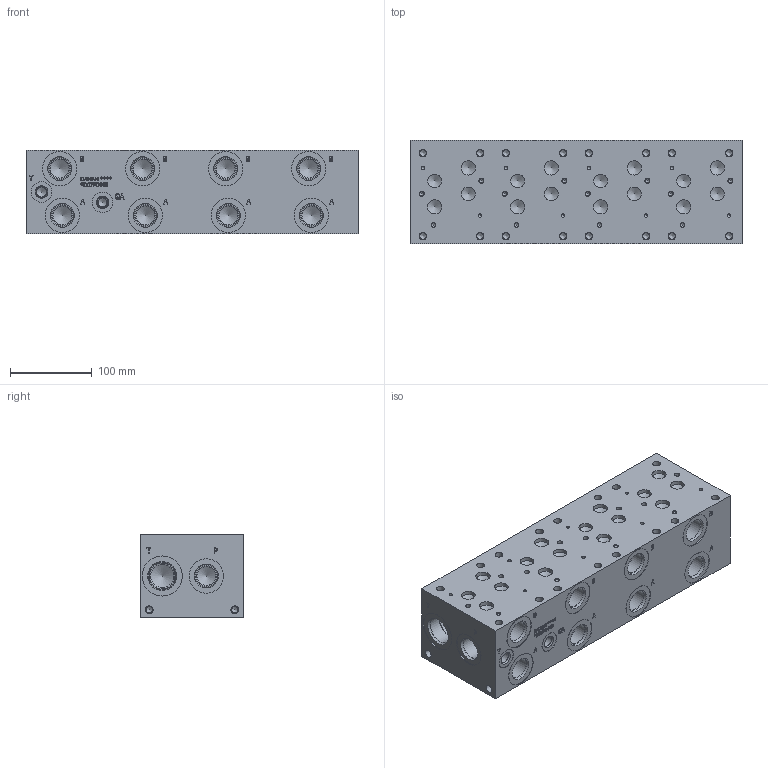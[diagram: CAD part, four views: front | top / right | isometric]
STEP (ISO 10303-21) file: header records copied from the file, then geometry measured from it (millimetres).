
FILE_DESCRIPTION(/* description */ (''),/* implementation_level */ '2;1');
FILE_NAME(/* name */ '_D07P044S.stp',/* time_stamp */ '2022-10-25T17:38:55-04:00',/* author */ ('mikeh'),/* organization */ (''),/* preprocessor_version */ 'ST-DEVELOPER v18',/* originating_system */ 'Autodesk Inventor 2020',/* authorisation */ '');
FILE_SCHEMA (('AUTOMOTIVE_DESIGN { 1 0 10303 214 3 1 1 }'));
Length unit declared in the file: millimetre
Products named in the file (1): Part_AD07P044S_3D
Bounding box: 406.4 x 127 x 101.6 mm (x, y, z)
Volume: 4927473.8 mm3; surface area: 271794.9 mm2
Topology: 1 solids, 1 shells, 875 faces, 2391 edges, 1631 vertices
Faces by surface type: plane 456, cylinder 155, bspline 150, cone 114
Full cylindrical faces by diameter (mm): 4.369 x8, 5.105 x8, 5.563 x4, 6.35 x8, 7.925 x20, 9.525 x20, 10.719 x1, 12.294 x1, 12.9 x2, 14.275 x2, 14.529 x2, 16.662 x8, 17.475 x8, 23.012 x10, 24.917 x10, 25.019 x2, 26.99 x3, 27 x7, 27.432 x10, 28.575 x2, 31.267 x2, 33.34 x1, 33.35 x1, 33.757 x2, 35.509 x1, 42.037 x10, 49.124 x2
Entity records: 28926 total; most frequent: CARTESIAN_POINT 6778, ORIENTED_EDGE 4642, DIRECTION 4052, EDGE_CURVE 2321, VERTEX_POINT 1631, LINE 1442, VECTOR 1442, AXIS2_PLACEMENT_3D 1305
